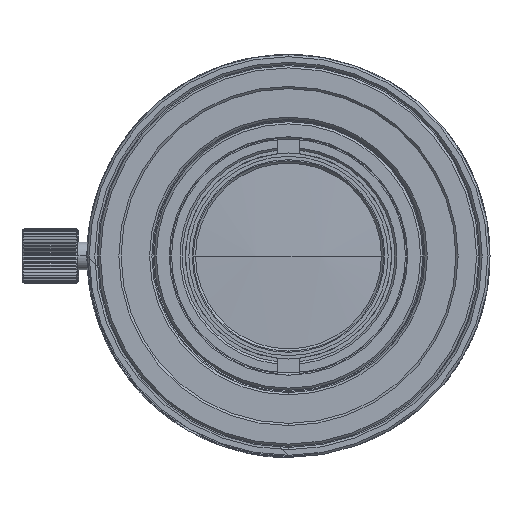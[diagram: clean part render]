
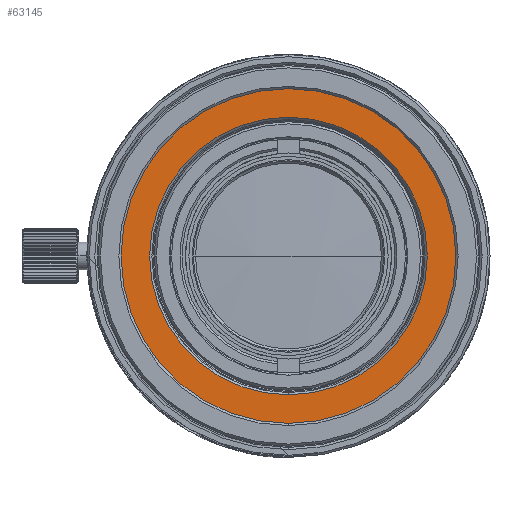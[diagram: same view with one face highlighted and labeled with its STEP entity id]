
A CAD part, left-side view. The second image highlights one B-rep face of the part: STEP entity #63145.
In plain terms, the highlighted face is planar.
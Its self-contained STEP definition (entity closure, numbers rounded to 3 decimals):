
#5664 = DIRECTION ( 'NONE',  ( 0., 0., 1. ) ) ;
#6376 = AXIS2_PLACEMENT_3D ( 'NONE', #43659, #11942, #81944 ) ;
#11385 = CARTESIAN_POINT ( 'NONE',  ( 0., 12.4, 3.5 ) ) ;
#11746 = FACE_OUTER_BOUND ( 'NONE', #56826, .T. ) ;
#11942 = DIRECTION ( 'NONE',  ( 0., 0., 1. ) ) ;
#13412 = AXIS2_PLACEMENT_3D ( 'NONE', #18742, #71133, #49432 ) ;
#16506 = VERTEX_POINT ( 'NONE', #78394 ) ;
#17608 = CIRCLE ( 'NONE', #6376, 12.4 ) ;
#18742 = CARTESIAN_POINT ( 'NONE',  ( 0., 0., 3.5 ) ) ;
#19802 = FACE_BOUND ( 'NONE', #47223, .T. ) ;
#31708 = VERTEX_POINT ( 'NONE', #93813 ) ;
#31881 = DIRECTION ( 'NONE',  ( 0., 0., -1. ) ) ;
#33819 = EDGE_CURVE ( 'NONE', #31708, #37940, #89723, .T. ) ;
#34143 = AXIS2_PLACEMENT_3D ( 'NONE', #54027, #31881, #55019 ) ;
#37940 = VERTEX_POINT ( 'NONE', #69345 ) ;
#41432 = DIRECTION ( 'NONE',  ( 0., 0., -1. ) ) ;
#42961 = CARTESIAN_POINT ( 'NONE',  ( 0., 0., 3.5 ) ) ;
#43573 = VERTEX_POINT ( 'NONE', #11385 ) ;
#43659 = CARTESIAN_POINT ( 'NONE',  ( 0., 0., 3.5 ) ) ;
#43965 = CIRCLE ( 'NONE', #13412, 12.4 ) ;
#44530 = AXIS2_PLACEMENT_3D ( 'NONE', #42961, #5664, #50993 ) ;
#47223 = EDGE_LOOP ( 'NONE', ( #59127, #57476 ) ) ;
#47991 = DIRECTION ( 'NONE',  ( 0., -1., 0. ) ) ;
#49432 = DIRECTION ( 'NONE',  ( 0., -1., 0. ) ) ;
#50993 = DIRECTION ( 'NONE',  ( 1., 0., 0. ) ) ;
#54027 = CARTESIAN_POINT ( 'NONE',  ( 0., 0., 3.5 ) ) ;
#55019 = DIRECTION ( 'NONE',  ( 0., 1., 0. ) ) ;
#56826 = EDGE_LOOP ( 'NONE', ( #86120, #88965 ) ) ;
#57216 = EDGE_CURVE ( 'NONE', #43573, #16506, #17608, .T. ) ;
#57476 = ORIENTED_EDGE ( 'NONE', *, *, #85469, .F. ) ;
#59127 = ORIENTED_EDGE ( 'NONE', *, *, #57216, .F. ) ;
#63145 = ADVANCED_FACE ( 'NONE', ( #11746, #19802 ), #73174, .T. ) ;
#69345 = CARTESIAN_POINT ( 'NONE',  ( 0., 15.45, 3.5 ) ) ;
#70437 = AXIS2_PLACEMENT_3D ( 'NONE', #80206, #41432, #47991 ) ;
#71133 = DIRECTION ( 'NONE',  ( 0., 0., 1. ) ) ;
#73174 = PLANE ( 'NONE',  #44530 ) ;
#74334 = CIRCLE ( 'NONE', #34143, 15.45 ) ;
#78394 = CARTESIAN_POINT ( 'NONE',  ( 0., -12.4, 3.5 ) ) ;
#80206 = CARTESIAN_POINT ( 'NONE',  ( 0., 0., 3.5 ) ) ;
#81944 = DIRECTION ( 'NONE',  ( 0., 1., 0. ) ) ;
#82037 = EDGE_CURVE ( 'NONE', #37940, #31708, #74334, .T. ) ;
#85469 = EDGE_CURVE ( 'NONE', #16506, #43573, #43965, .T. ) ;
#86120 = ORIENTED_EDGE ( 'NONE', *, *, #33819, .F. ) ;
#88965 = ORIENTED_EDGE ( 'NONE', *, *, #82037, .F. ) ;
#89723 = CIRCLE ( 'NONE', #70437, 15.45 ) ;
#93813 = CARTESIAN_POINT ( 'NONE',  ( 0., -15.45, 3.5 ) ) ;
